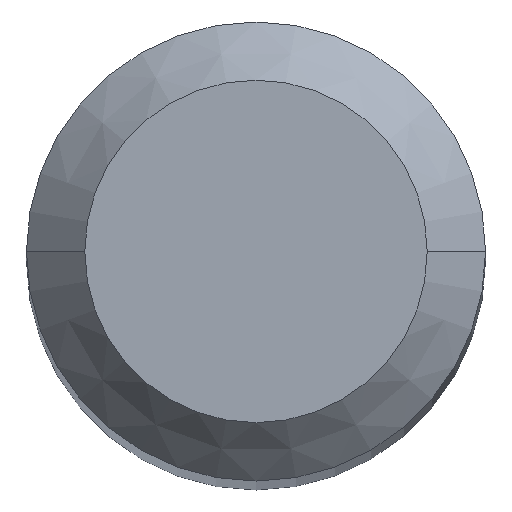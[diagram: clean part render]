
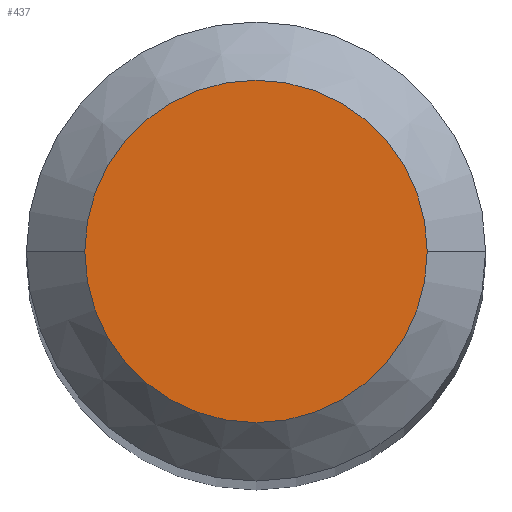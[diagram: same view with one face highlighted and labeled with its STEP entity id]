
A CAD part, top view. The second image highlights one B-rep face of the part: STEP entity #437.
In plain terms, the highlighted planar face has unit normal (0, 0, 1).
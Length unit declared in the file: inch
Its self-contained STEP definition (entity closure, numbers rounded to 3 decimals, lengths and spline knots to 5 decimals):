
#51 = CARTESIAN_POINT ( 'NONE',  ( 0.04405, 0., 1.49606 ) ) ;
#71 = DIRECTION ( 'NONE',  ( 0., 0., 1. ) ) ;
#132 = DIRECTION ( 'NONE',  ( 1., 0., 0. ) ) ;
#169 = CARTESIAN_POINT ( 'NONE',  ( 0., 0., 1.49606 ) ) ;
#225 = ORIENTED_EDGE ( 'NONE', *, *, #561, .T. ) ;
#312 = CARTESIAN_POINT ( 'NONE',  ( 0., 0., 1.49606 ) ) ;
#321 = FACE_OUTER_BOUND ( 'NONE', #717, .T. ) ;
#410 = CIRCLE ( 'NONE', #719, 0.04405 ) ;
#437 = ADVANCED_FACE ( 'NONE', ( #321 ), #547, .T. ) ;
#439 = VERTEX_POINT ( 'NONE', #702 ) ;
#453 = ORIENTED_EDGE ( 'NONE', *, *, #635, .T. ) ;
#458 = CARTESIAN_POINT ( 'NONE',  ( 0., 0., 1.49606 ) ) ;
#473 = DIRECTION ( 'NONE',  ( 1., 0., 0. ) ) ;
#503 = AXIS2_PLACEMENT_3D ( 'NONE', #458, #71, #132 ) ;
#533 = CIRCLE ( 'NONE', #735, 0.04405 ) ;
#547 = PLANE ( 'NONE',  #503 ) ;
#561 = EDGE_CURVE ( 'NONE', #439, #889, #533, .T. ) ;
#635 = EDGE_CURVE ( 'NONE', #889, #439, #410, .T. ) ;
#637 = DIRECTION ( 'NONE',  ( 1., 0., 0. ) ) ;
#702 = CARTESIAN_POINT ( 'NONE',  ( -0.04405, 0., 1.49606 ) ) ;
#717 = EDGE_LOOP ( 'NONE', ( #225, #453 ) ) ;
#719 = AXIS2_PLACEMENT_3D ( 'NONE', #169, #724, #473 ) ;
#724 = DIRECTION ( 'NONE',  ( 0., 0., 1. ) ) ;
#735 = AXIS2_PLACEMENT_3D ( 'NONE', #312, #851, #637 ) ;
#851 = DIRECTION ( 'NONE',  ( 0., 0., 1. ) ) ;
#889 = VERTEX_POINT ( 'NONE', #51 ) ;
